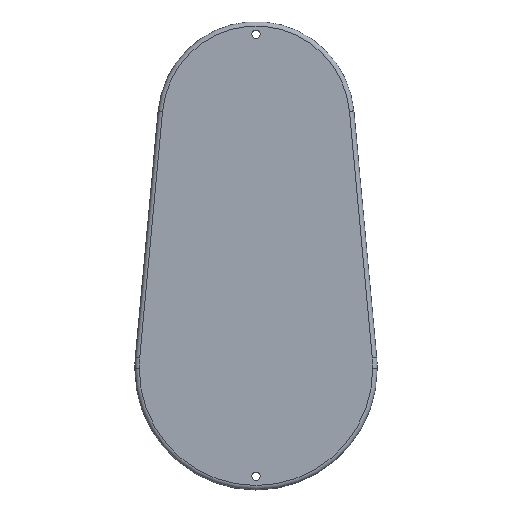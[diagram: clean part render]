
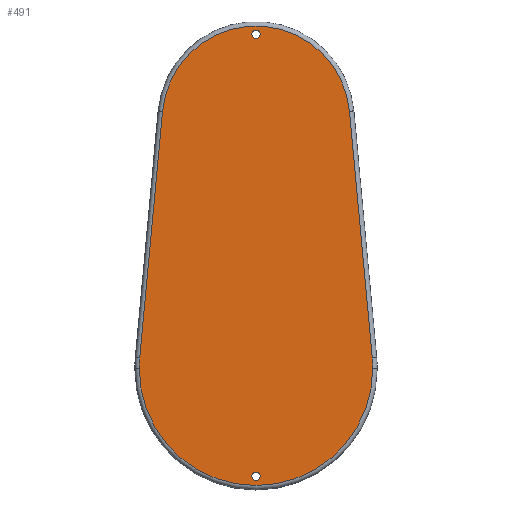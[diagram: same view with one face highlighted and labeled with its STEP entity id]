
A CAD part, top view. The second image highlights one B-rep face of the part: STEP entity #491.
In plain terms, the highlighted planar face has unit normal (0, 0, 1).
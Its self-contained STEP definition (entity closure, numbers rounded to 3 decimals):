
#6 = CARTESIAN_POINT ( 'NONE',  ( 28.545, 78.64, 3.362 ) ) ;
#7 = EDGE_CURVE ( 'NONE', #84, #327, #383, .T. ) ;
#13 = DIRECTION ( 'NONE',  ( 0., 0., 1. ) ) ;
#17 = VECTOR ( 'NONE', #503, 1000. ) ;
#18 = CARTESIAN_POINT ( 'NONE',  ( 1.25, -32.833, 3.362 ) ) ;
#19 = CIRCLE ( 'NONE', #308, 1.25 ) ;
#29 = CIRCLE ( 'NONE', #71, 28.667 ) ;
#33 = CARTESIAN_POINT ( 'NONE',  ( 0., 102.167, 3.362 ) ) ;
#42 = CARTESIAN_POINT ( 'NONE',  ( 0., 0., 3.362 ) ) ;
#45 = DIRECTION ( 'NONE',  ( 1., 0., 0. ) ) ;
#56 = DIRECTION ( 'NONE',  ( 1., 0., 0. ) ) ;
#66 = DIRECTION ( 'NONE',  ( 0., 0., 1. ) ) ;
#69 = CARTESIAN_POINT ( 'NONE',  ( 1.25, 102.167, 3.362 ) ) ;
#71 = AXIS2_PLACEMENT_3D ( 'NONE', #269, #13, #56 ) ;
#84 = VERTEX_POINT ( 'NONE', #99 ) ;
#88 = EDGE_CURVE ( 'NONE', #372, #199, #29, .T. ) ;
#99 = CARTESIAN_POINT ( 'NONE',  ( -1.25, 102.167, 3.362 ) ) ;
#111 = EDGE_CURVE ( 'NONE', #327, #84, #331, .T. ) ;
#113 = DIRECTION ( 'NONE',  ( 1., 0., 0. ) ) ;
#117 = DIRECTION ( 'NONE',  ( 1., 0., 0. ) ) ;
#135 = CIRCLE ( 'NONE', #289, 35.667 ) ;
#160 = EDGE_CURVE ( 'NONE', #414, #190, #471, .T. ) ;
#162 = AXIS2_PLACEMENT_3D ( 'NONE', #33, #173, #343 ) ;
#164 = CARTESIAN_POINT ( 'NONE',  ( -28.545, 78.64, 3.362 ) ) ;
#173 = DIRECTION ( 'NONE',  ( 0., 0., 1. ) ) ;
#177 = CARTESIAN_POINT ( 'NONE',  ( 0., 76., 3.362 ) ) ;
#178 = VERTEX_POINT ( 'NONE', #512 ) ;
#181 = ORIENTED_EDGE ( 'NONE', *, *, #248, .T. ) ;
#188 = EDGE_CURVE ( 'NONE', #199, #414, #258, .T. ) ;
#190 = VERTEX_POINT ( 'NONE', #399 ) ;
#199 = VERTEX_POINT ( 'NONE', #164 ) ;
#210 = EDGE_CURVE ( 'NONE', #408, #178, #135, .T. ) ;
#213 = DIRECTION ( 'NONE',  ( -0.092, -0.996, 0. ) ) ;
#214 = DIRECTION ( 'NONE',  ( 0., 0., 1. ) ) ;
#216 = CIRCLE ( 'NONE', #378, 35.667 ) ;
#221 = CARTESIAN_POINT ( 'NONE',  ( -28.545, 78.64, 3.362 ) ) ;
#234 = EDGE_LOOP ( 'NONE', ( #477, #284, #337, #479, #561, #181 ) ) ;
#248 = EDGE_CURVE ( 'NONE', #178, #372, #336, .T. ) ;
#258 = LINE ( 'NONE', #221, #501 ) ;
#259 = DIRECTION ( 'NONE',  ( 0., 0., 1. ) ) ;
#268 = EDGE_LOOP ( 'NONE', ( #333, #321 ) ) ;
#269 = CARTESIAN_POINT ( 'NONE',  ( 0., 76., 3.362 ) ) ;
#284 = ORIENTED_EDGE ( 'NONE', *, *, #188, .T. ) ;
#289 = AXIS2_PLACEMENT_3D ( 'NONE', #326, #66, #113 ) ;
#292 = CARTESIAN_POINT ( 'NONE',  ( 35.667, 0., 3.362 ) ) ;
#308 = AXIS2_PLACEMENT_3D ( 'NONE', #467, #507, #117 ) ;
#309 = VERTEX_POINT ( 'NONE', #18 ) ;
#316 = CARTESIAN_POINT ( 'NONE',  ( 0., 0., 3.362 ) ) ;
#321 = ORIENTED_EDGE ( 'NONE', *, *, #456, .F. ) ;
#324 = VERTEX_POINT ( 'NONE', #416 ) ;
#326 = CARTESIAN_POINT ( 'NONE',  ( 0., 0., 3.362 ) ) ;
#327 = VERTEX_POINT ( 'NONE', #69 ) ;
#331 = CIRCLE ( 'NONE', #162, 1.25 ) ;
#333 = ORIENTED_EDGE ( 'NONE', *, *, #434, .F. ) ;
#336 = LINE ( 'NONE', #6, #17 ) ;
#337 = ORIENTED_EDGE ( 'NONE', *, *, #160, .T. ) ;
#343 = DIRECTION ( 'NONE',  ( 1., 0., 0. ) ) ;
#352 = FACE_BOUND ( 'NONE', #268, .T. ) ;
#356 = DIRECTION ( 'NONE',  ( 1., 0., 0. ) ) ;
#360 = EDGE_LOOP ( 'NONE', ( #499, #385 ) ) ;
#372 = VERTEX_POINT ( 'NONE', #465 ) ;
#378 = AXIS2_PLACEMENT_3D ( 'NONE', #316, #259, #430 ) ;
#382 = CARTESIAN_POINT ( 'NONE',  ( -35.516, 3.285, 3.362 ) ) ;
#383 = CIRCLE ( 'NONE', #403, 1.25 ) ;
#384 = DIRECTION ( 'NONE',  ( 0., 0., 1. ) ) ;
#385 = ORIENTED_EDGE ( 'NONE', *, *, #7, .F. ) ;
#391 = DIRECTION ( 'NONE',  ( 0., 0., 1. ) ) ;
#394 = AXIS2_PLACEMENT_3D ( 'NONE', #177, #214, #555 ) ;
#399 = CARTESIAN_POINT ( 'NONE',  ( -35.667, 0., 3.362 ) ) ;
#403 = AXIS2_PLACEMENT_3D ( 'NONE', #472, #391, #356 ) ;
#408 = VERTEX_POINT ( 'NONE', #292 ) ;
#411 = AXIS2_PLACEMENT_3D ( 'NONE', #424, #384, #428 ) ;
#414 = VERTEX_POINT ( 'NONE', #382 ) ;
#416 = CARTESIAN_POINT ( 'NONE',  ( -1.25, -32.833, 3.362 ) ) ;
#424 = CARTESIAN_POINT ( 'NONE',  ( 0., -32.833, 3.362 ) ) ;
#428 = DIRECTION ( 'NONE',  ( 1., 0., 0. ) ) ;
#430 = DIRECTION ( 'NONE',  ( 1., 0., 0. ) ) ;
#434 = EDGE_CURVE ( 'NONE', #309, #324, #19, .T. ) ;
#437 = PLANE ( 'NONE',  #394 ) ;
#444 = AXIS2_PLACEMENT_3D ( 'NONE', #42, #562, #45 ) ;
#456 = EDGE_CURVE ( 'NONE', #324, #309, #559, .T. ) ;
#465 = CARTESIAN_POINT ( 'NONE',  ( 28.545, 78.64, 3.362 ) ) ;
#467 = CARTESIAN_POINT ( 'NONE',  ( 0., -32.833, 3.362 ) ) ;
#471 = CIRCLE ( 'NONE', #444, 35.667 ) ;
#472 = CARTESIAN_POINT ( 'NONE',  ( 0., 102.167, 3.362 ) ) ;
#477 = ORIENTED_EDGE ( 'NONE', *, *, #88, .T. ) ;
#479 = ORIENTED_EDGE ( 'NONE', *, *, #517, .T. ) ;
#491 = ADVANCED_FACE ( 'NONE', ( #563, #352, #530 ), #437, .T. ) ;
#499 = ORIENTED_EDGE ( 'NONE', *, *, #111, .F. ) ;
#501 = VECTOR ( 'NONE', #213, 1000. ) ;
#503 = DIRECTION ( 'NONE',  ( -0.092, 0.996, 0. ) ) ;
#507 = DIRECTION ( 'NONE',  ( 0., 0., 1. ) ) ;
#512 = CARTESIAN_POINT ( 'NONE',  ( 35.516, 3.285, 3.362 ) ) ;
#517 = EDGE_CURVE ( 'NONE', #190, #408, #216, .T. ) ;
#530 = FACE_OUTER_BOUND ( 'NONE', #234, .T. ) ;
#555 = DIRECTION ( 'NONE',  ( 1., 0., 0. ) ) ;
#559 = CIRCLE ( 'NONE', #411, 1.25 ) ;
#561 = ORIENTED_EDGE ( 'NONE', *, *, #210, .T. ) ;
#562 = DIRECTION ( 'NONE',  ( 0., 0., 1. ) ) ;
#563 = FACE_BOUND ( 'NONE', #360, .T. ) ;
